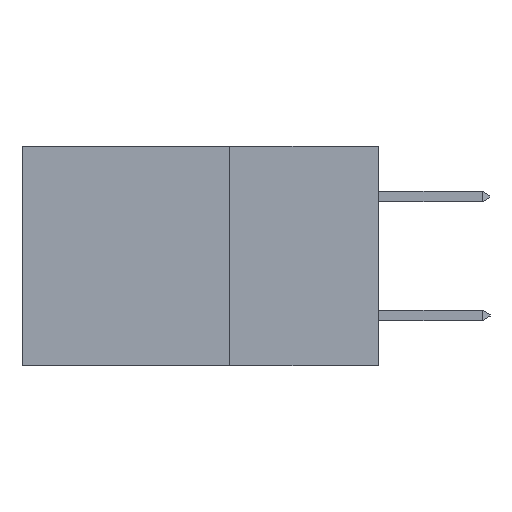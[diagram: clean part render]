
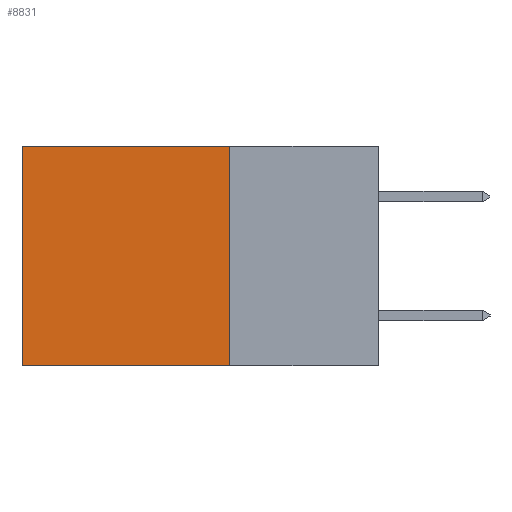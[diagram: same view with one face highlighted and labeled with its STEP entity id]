
A CAD part, left-side view. The second image highlights one B-rep face of the part: STEP entity #8831.
In plain terms, the highlighted planar face has unit normal (-1, 0, 0).
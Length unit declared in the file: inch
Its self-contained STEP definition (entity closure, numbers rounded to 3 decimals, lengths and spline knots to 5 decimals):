
#76 = EDGE_CURVE ( 'NONE', #1913, #1870, #2982, .T. ) ;
#111 = DIRECTION ( 'NONE',  ( 0., 0., -1. ) ) ;
#363 = LINE ( 'NONE', #5741, #11056 ) ;
#776 = DIRECTION ( 'NONE',  ( 0., 1., 0. ) ) ;
#1104 = VERTEX_POINT ( 'NONE', #11351 ) ;
#1612 = VERTEX_POINT ( 'NONE', #16195 ) ;
#1857 = ORIENTED_EDGE ( 'NONE', *, *, #5684, .T. ) ;
#1870 = VERTEX_POINT ( 'NONE', #11803 ) ;
#1913 = VERTEX_POINT ( 'NONE', #13222 ) ;
#2685 = LINE ( 'NONE', #15632, #15769 ) ;
#2820 = DIRECTION ( 'NONE',  ( 0., 0., -1. ) ) ;
#2982 = LINE ( 'NONE', #8449, #15651 ) ;
#3247 = ORIENTED_EDGE ( 'NONE', *, *, #16484, .F. ) ;
#3909 = AXIS2_PLACEMENT_3D ( 'NONE', #11973, #15384, #2820 ) ;
#4301 = FACE_OUTER_BOUND ( 'NONE', #5383, .T. ) ;
#5383 = EDGE_LOOP ( 'NONE', ( #8902, #11752, #3247, #1857 ) ) ;
#5684 = EDGE_CURVE ( 'NONE', #1612, #1913, #363, .T. ) ;
#5741 = CARTESIAN_POINT ( 'NONE',  ( 0.2615, 0.25, 0. ) ) ;
#5808 = DIRECTION ( 'NONE',  ( 0., 0., -1. ) ) ;
#6060 = PLANE ( 'NONE',  #3909 ) ;
#6401 = EDGE_CURVE ( 'NONE', #1104, #1870, #2685, .T. ) ;
#8449 = CARTESIAN_POINT ( 'NONE',  ( 0.2615, 0.6, -0.37 ) ) ;
#8831 = ADVANCED_FACE ( 'NONE', ( #4301 ), #6060, .F. ) ;
#8902 = ORIENTED_EDGE ( 'NONE', *, *, #76, .T. ) ;
#11056 = VECTOR ( 'NONE', #776, 39.37008 ) ;
#11351 = CARTESIAN_POINT ( 'NONE',  ( 0.2615, 0.25, -0.37 ) ) ;
#11752 = ORIENTED_EDGE ( 'NONE', *, *, #6401, .F. ) ;
#11803 = CARTESIAN_POINT ( 'NONE',  ( 0.2615, 0.6, -0.37 ) ) ;
#11973 = CARTESIAN_POINT ( 'NONE',  ( 0.2615, 0.25, -0.37 ) ) ;
#13222 = CARTESIAN_POINT ( 'NONE',  ( 0.2615, 0.6, 0. ) ) ;
#13355 = CARTESIAN_POINT ( 'NONE',  ( 0.2615, 0.25, -0.37 ) ) ;
#14107 = LINE ( 'NONE', #13355, #16577 ) ;
#15207 = DIRECTION ( 'NONE',  ( 0., 1., 0. ) ) ;
#15384 = DIRECTION ( 'NONE',  ( 1., 0., 0. ) ) ;
#15632 = CARTESIAN_POINT ( 'NONE',  ( 0.2615, 0.25, -0.37 ) ) ;
#15651 = VECTOR ( 'NONE', #5808, 39.37008 ) ;
#15769 = VECTOR ( 'NONE', #15207, 39.37008 ) ;
#16195 = CARTESIAN_POINT ( 'NONE',  ( 0.2615, 0.25, 0. ) ) ;
#16484 = EDGE_CURVE ( 'NONE', #1612, #1104, #14107, .T. ) ;
#16577 = VECTOR ( 'NONE', #111, 39.37008 ) ;
